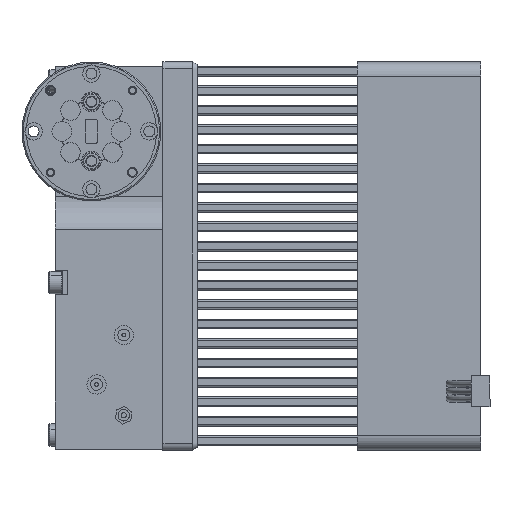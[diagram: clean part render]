
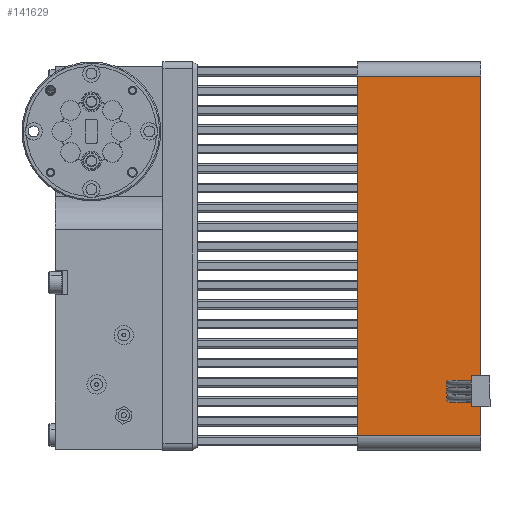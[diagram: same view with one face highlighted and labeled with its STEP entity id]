
A CAD part, left-side view. The second image highlights one B-rep face of the part: STEP entity #141629.
In plain terms, the highlighted planar face has unit normal (-1, 0, 0).
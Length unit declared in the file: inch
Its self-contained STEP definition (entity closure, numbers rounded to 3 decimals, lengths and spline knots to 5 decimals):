
#755 = VERTEX_POINT ( 'NONE', #107413 ) ;
#3607 = CARTESIAN_POINT ( 'NONE',  ( -1.57863, -2.86029, -1.08004 ) ) ;
#5847 = DIRECTION ( 'NONE',  ( 0., 0., -1. ) ) ;
#6755 = EDGE_LOOP ( 'NONE', ( #70686, #32322 ) ) ;
#8923 = DIRECTION ( 'NONE',  ( 0., 0., 1. ) ) ;
#9484 = CIRCLE ( 'NONE', #121825, 0.02875 ) ;
#11758 = EDGE_LOOP ( 'NONE', ( #94004, #108463 ) ) ;
#12060 = CARTESIAN_POINT ( 'NONE',  ( -1.57863, -2.1123, -1.44107 ) ) ;
#13690 = PLANE ( 'NONE',  #71690 ) ;
#14513 = FACE_OUTER_BOUND ( 'NONE', #136550, .T. ) ;
#21271 = CARTESIAN_POINT ( 'NONE',  ( -1.57863, -3.1123, -1.55918 ) ) ;
#21802 = VECTOR ( 'NONE', #86219, 39.37008 ) ;
#22297 = LINE ( 'NONE', #50759, #61706 ) ;
#24615 = DIRECTION ( 'NONE',  ( 0., 0., -1. ) ) ;
#24660 = CARTESIAN_POINT ( 'NONE',  ( -1.57863, -2.86029, -0.99129 ) ) ;
#26461 = VERTEX_POINT ( 'NONE', #56118 ) ;
#27077 = DIRECTION ( 'NONE',  ( 0., 0., -1. ) ) ;
#31399 = EDGE_CURVE ( 'NONE', #51627, #68054, #98820, .T. ) ;
#32322 = ORIENTED_EDGE ( 'NONE', *, *, #160429, .F. ) ;
#34582 = CARTESIAN_POINT ( 'NONE',  ( -1.57864, -2.1123, 1.47232 ) ) ;
#34766 = CARTESIAN_POINT ( 'NONE',  ( -1.57863, -2.86029, -1.14004 ) ) ;
#37149 = VECTOR ( 'NONE', #124768, 39.37008 ) ;
#37290 = DIRECTION ( 'NONE',  ( 0., 0., -1. ) ) ;
#37926 = VECTOR ( 'NONE', #134294, 39.37008 ) ;
#40361 = CARTESIAN_POINT ( 'NONE',  ( -1.57863, -2.86029, -1.05129 ) ) ;
#42707 = CARTESIAN_POINT ( 'NONE',  ( -1.57863, -2.86029, -1.14004 ) ) ;
#47340 = DIRECTION ( 'NONE',  ( 0., 0., -1. ) ) ;
#48054 = CARTESIAN_POINT ( 'NONE',  ( -1.57863, -2.86029, -1.08004 ) ) ;
#49632 = ORIENTED_EDGE ( 'NONE', *, *, #146247, .T. ) ;
#49755 = EDGE_CURVE ( 'NONE', #98806, #51627, #133476, .T. ) ;
#50145 = EDGE_CURVE ( 'NONE', #67021, #26461, #155713, .T. ) ;
#50252 = CARTESIAN_POINT ( 'NONE',  ( -1.57864, -3.1123, 1.47232 ) ) ;
#50596 = FACE_BOUND ( 'NONE', #6755, .T. ) ;
#50759 = CARTESIAN_POINT ( 'NONE',  ( -1.57863, -2.1123, -1.55918 ) ) ;
#51627 = VERTEX_POINT ( 'NONE', #160523 ) ;
#55364 = EDGE_CURVE ( 'NONE', #113950, #755, #116545, .T. ) ;
#56118 = CARTESIAN_POINT ( 'NONE',  ( -1.57863, -2.86029, -1.11129 ) ) ;
#57596 = CARTESIAN_POINT ( 'NONE',  ( -1.57863, -2.86029, -1.16879 ) ) ;
#61706 = VECTOR ( 'NONE', #8923, 39.37008 ) ;
#65587 = CARTESIAN_POINT ( 'NONE',  ( -1.57863, -3.1123, -1.55918 ) ) ;
#67021 = VERTEX_POINT ( 'NONE', #57596 ) ;
#68054 = VERTEX_POINT ( 'NONE', #34582 ) ;
#68842 = CARTESIAN_POINT ( 'NONE',  ( -1.57863, -2.86029, -1.04879 ) ) ;
#70686 = ORIENTED_EDGE ( 'NONE', *, *, #55364, .F. ) ;
#71092 = AXIS2_PLACEMENT_3D ( 'NONE', #3607, #89866, #27077 ) ;
#71684 = ORIENTED_EDGE ( 'NONE', *, *, #49755, .T. ) ;
#71690 = AXIS2_PLACEMENT_3D ( 'NONE', #65587, #127582, #24615 ) ;
#73286 = DIRECTION ( 'NONE',  ( -1., 0., 0. ) ) ;
#75624 = DIRECTION ( 'NONE',  ( 0., 0., -1. ) ) ;
#77290 = AXIS2_PLACEMENT_3D ( 'NONE', #48054, #87374, #75624 ) ;
#77354 = FACE_BOUND ( 'NONE', #11758, .T. ) ;
#78074 = ORIENTED_EDGE ( 'NONE', *, *, #84166, .F. ) ;
#78182 = AXIS2_PLACEMENT_3D ( 'NONE', #42707, #145656, #5847 ) ;
#79731 = EDGE_CURVE ( 'NONE', #143068, #68054, #22297, .T. ) ;
#83370 = ORIENTED_EDGE ( 'NONE', *, *, #79731, .F. ) ;
#84166 = EDGE_CURVE ( 'NONE', #26461, #67021, #9484, .T. ) ;
#86219 = DIRECTION ( 'NONE',  ( 0., -1., 0. ) ) ;
#87374 = DIRECTION ( 'NONE',  ( -1., 0., 0. ) ) ;
#89183 = AXIS2_PLACEMENT_3D ( 'NONE', #101744, #73286, #37290 ) ;
#89866 = DIRECTION ( 'NONE',  ( -1., 0., 0. ) ) ;
#90246 = CIRCLE ( 'NONE', #114291, 0.02875 ) ;
#94004 = ORIENTED_EDGE ( 'NONE', *, *, #99226, .F. ) ;
#94546 = CIRCLE ( 'NONE', #89183, 0.02875 ) ;
#98806 = VERTEX_POINT ( 'NONE', #140432 ) ;
#98820 = LINE ( 'NONE', #50252, #37149 ) ;
#99226 = EDGE_CURVE ( 'NONE', #149220, #120142, #94546, .T. ) ;
#101703 = DIRECTION ( 'NONE',  ( -1., 0., 0. ) ) ;
#101744 = CARTESIAN_POINT ( 'NONE',  ( -1.57863, -2.86029, -1.02004 ) ) ;
#106070 = EDGE_CURVE ( 'NONE', #120142, #149220, #90246, .T. ) ;
#107413 = CARTESIAN_POINT ( 'NONE',  ( -1.57863, -2.86029, -1.10879 ) ) ;
#108463 = ORIENTED_EDGE ( 'NONE', *, *, #106070, .F. ) ;
#113428 = DIRECTION ( 'NONE',  ( -1., 0., 0. ) ) ;
#113950 = VERTEX_POINT ( 'NONE', #40361 ) ;
#114291 = AXIS2_PLACEMENT_3D ( 'NONE', #150228, #113428, #138519 ) ;
#116545 = CIRCLE ( 'NONE', #71092, 0.02875 ) ;
#120142 = VERTEX_POINT ( 'NONE', #68842 ) ;
#121825 = AXIS2_PLACEMENT_3D ( 'NONE', #34766, #101703, #47340 ) ;
#122702 = ORIENTED_EDGE ( 'NONE', *, *, #50145, .F. ) ;
#124607 = ORIENTED_EDGE ( 'NONE', *, *, #31399, .T. ) ;
#124768 = DIRECTION ( 'NONE',  ( 0., 1., 0. ) ) ;
#127582 = DIRECTION ( 'NONE',  ( -1., 0., 0. ) ) ;
#127628 = EDGE_LOOP ( 'NONE', ( #78074, #122702 ) ) ;
#128407 = FACE_BOUND ( 'NONE', #127628, .T. ) ;
#133476 = LINE ( 'NONE', #21271, #37926 ) ;
#134294 = DIRECTION ( 'NONE',  ( 0., 0., 1. ) ) ;
#136550 = EDGE_LOOP ( 'NONE', ( #83370, #49632, #71684, #124607 ) ) ;
#138519 = DIRECTION ( 'NONE',  ( 0., 0., -1. ) ) ;
#140432 = CARTESIAN_POINT ( 'NONE',  ( -1.57863, -3.1123, -1.44107 ) ) ;
#141629 = ADVANCED_FACE ( 'NONE', ( #77354, #50596, #128407, #14513 ), #13690, .T. ) ;
#143068 = VERTEX_POINT ( 'NONE', #12060 ) ;
#145656 = DIRECTION ( 'NONE',  ( -1., 0., 0. ) ) ;
#146247 = EDGE_CURVE ( 'NONE', #143068, #98806, #163218, .T. ) ;
#149220 = VERTEX_POINT ( 'NONE', #24660 ) ;
#150228 = CARTESIAN_POINT ( 'NONE',  ( -1.57863, -2.86029, -1.02004 ) ) ;
#152050 = CIRCLE ( 'NONE', #77290, 0.02875 ) ;
#155713 = CIRCLE ( 'NONE', #78182, 0.02875 ) ;
#160429 = EDGE_CURVE ( 'NONE', #755, #113950, #152050, .T. ) ;
#160523 = CARTESIAN_POINT ( 'NONE',  ( -1.57864, -3.1123, 1.47232 ) ) ;
#163218 = LINE ( 'NONE', #165703, #21802 ) ;
#165703 = CARTESIAN_POINT ( 'NONE',  ( -1.57863, -3.1123, -1.44107 ) ) ;
